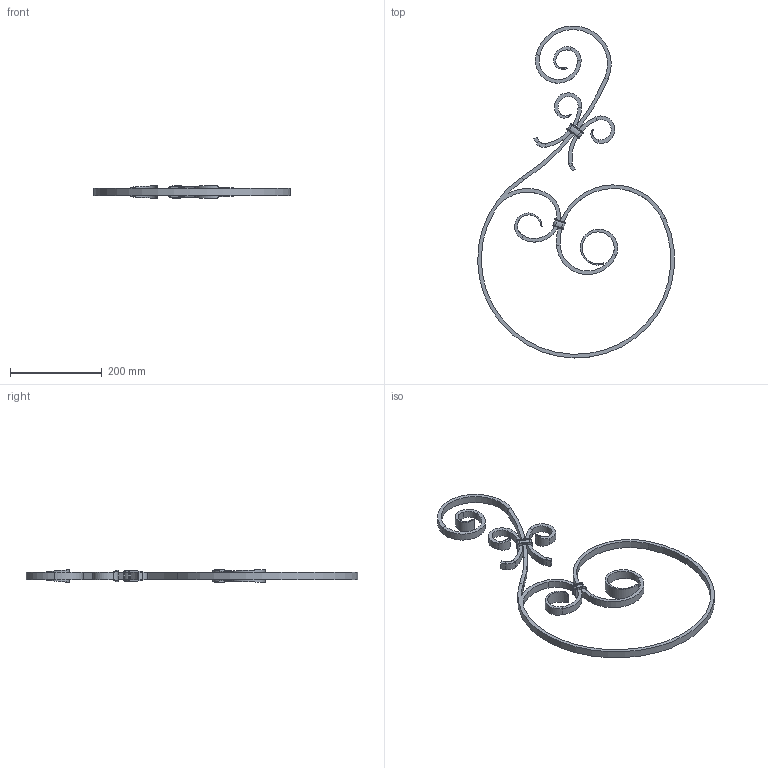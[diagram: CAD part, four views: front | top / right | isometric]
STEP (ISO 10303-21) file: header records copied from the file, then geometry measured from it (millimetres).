
FILE_DESCRIPTION (( 'STEP AP203' ), '1' );
FILE_NAME ('3090.step', '2022-10-07T10:11:26', ( '' ), ( '' ), 'SwSTEP 2.0', 'SolidWorks 2018', '' );
FILE_SCHEMA (( 'CONFIG_CONTROL_DESIGN' ));
Length unit declared in the file: millimetre
Products named in the file (1): 3090
Bounding box: 429.39 x 724.77 x 29.28 mm (x, y, z)
Volume: 439929.8 mm3; surface area: 171141.6 mm2
Topology: 1 solids, 1 shells, 613 faces, 1458 edges, 858 vertices
Faces by surface type: plane 232, bspline 158, cylinder 139, torus 84
Entity records: 23896 total; most frequent: CARTESIAN_POINT 10925, ORIENTED_EDGE 2916, DIRECTION 2276, EDGE_CURVE 1458, VERTEX_POINT 858, AXIS2_PLACEMENT_3D 832, EDGE_LOOP 632, FACE_OUTER_BOUND 613
